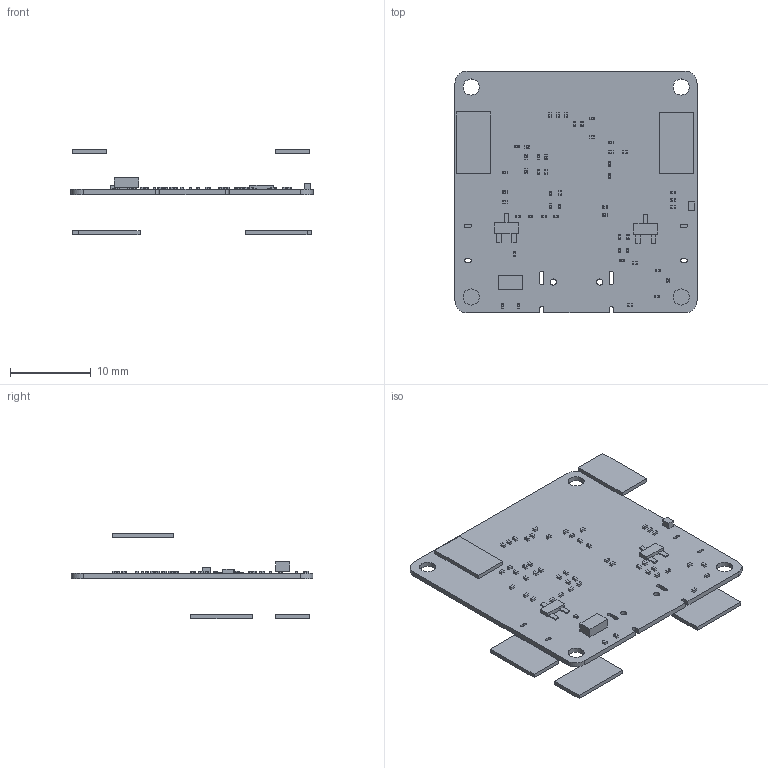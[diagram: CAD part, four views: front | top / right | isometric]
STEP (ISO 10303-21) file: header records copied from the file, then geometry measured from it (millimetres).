
FILE_DESCRIPTION(('Open CASCADE Model'),'2;1');
FILE_NAME('Open CASCADE Shape Model','2025-10-28T21:37:38',('Author'),( 'Open CASCADE'),'Open CASCADE STEP processor 6.8','Open CASCADE 6.8' ,'Unknown');
FILE_SCHEMA(('AUTOMOTIVE_DESIGN { 1 0 10303 214 1 1 1 1 }'));
Length unit declared in the file: millimetre
Products named in the file (80): PCB; Board; U4; 954620176; Extruded; LC-Q2; 954620040; 954612424; LC-Q1; C48; User_Library-Chip_Cap_MLCC_0201_(0603); C47; C44; C43; C42; C41; C40; C39; C46; C38; C37; C45; C36; C35; C34; C33; C32; C31; C30; C29; C28; C27; C25; C24; C23; C22; C21; C18; C14; C11 ...
Assembly tree (134 placements, depth 4):
  PCB
    Board
    U4
      954620176
        Extruded
    LC-Q2
      954620040  x3
        Extruded
      954612424
        Extruded
    LC-Q1
      954620040  x3
        Extruded
      954612424
        Extruded
    C48
      User_Library-Chip_Cap_MLCC_0201_(0603)
    C47
      User_Library-Chip_Cap_MLCC_0201_(0603)
    C44
      User_Library-Chip_Cap_MLCC_0201_(0603)
    C43
      User_Library-Chip_Cap_MLCC_0201_(0603)
    C42
      User_Library-Chip_Cap_MLCC_0201_(0603)
    C41
      User_Library-Chip_Cap_MLCC_0201_(0603)
    C40
      User_Library-Chip_Cap_MLCC_0201_(0603)
    C39
      User_Library-Chip_Cap_MLCC_0201_(0603)
    C46
      User_Library-Chip_Cap_MLCC_0201_(0603)
    C38
      User_Library-Chip_Cap_MLCC_0201_(0603)
    C37
      User_Library-Chip_Cap_MLCC_0201_(0603)
    C45
      User_Library-Chip_Cap_MLCC_0201_(0603)
    C36
      User_Library-Chip_Cap_MLCC_0201_(0603)
    C35
      User_Library-Chip_Cap_MLCC_0201_(0603)
    C34
      User_Library-Chip_Cap_MLCC_0201_(0603)
    C33
      User_Library-Chip_Cap_MLCC_0201_(0603)
    C32
      User_Library-Chip_Cap_MLCC_0201_(0603)
    C31
      User_Library-Chip_Cap_MLCC_0201_(0603)
    C30
      User_Library-Chip_Cap_MLCC_0201_(0603)
    C29
      User_Library-Chip_Cap_MLCC_0201_(0603)
    C28
      User_Library-Chip_Cap_MLCC_0201_(0603)
    C27
      User_Library-Chip_Cap_MLCC_0201_(0603)
    C25
Bounding box: 30.03 x 30 x 10.62 mm (x, y, z)
Volume: 662.3 mm3; surface area: 2437.3 mm2
Topology: 66 solids, 66 shells, 2300 faces, 5426 edges, 2964 vertices
Faces by surface type: cylinder 1004, plane 904, bspline 392
Full cylindrical faces by diameter (mm): 0.762 x2, 2 x4
Entity records: 13335 total; most frequent: CARTESIAN_POINT 4239, DIRECTION 1540, LINE 770, VECTOR 770, ORIENTED_EDGE 684, PCURVE 684, DEFINITIONAL_REPRESENTATION 684, AXIS2_PLACEMENT_3D 361
